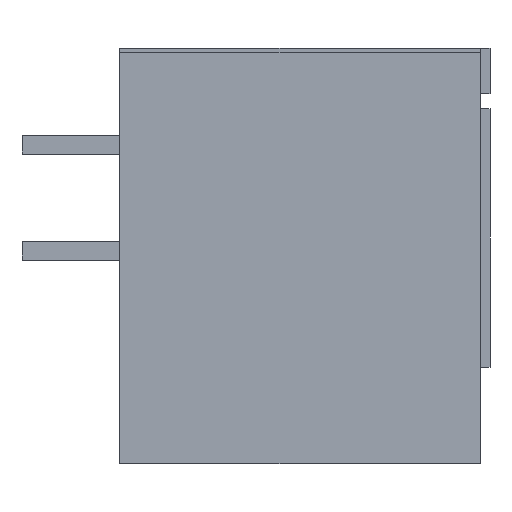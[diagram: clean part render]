
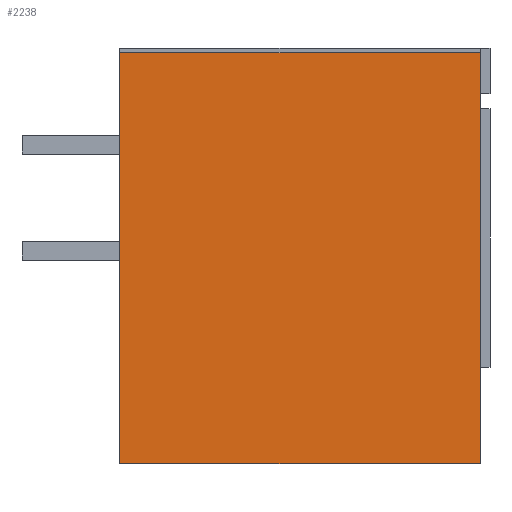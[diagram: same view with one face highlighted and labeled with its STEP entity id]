
A CAD part, front view. The second image highlights one B-rep face of the part: STEP entity #2238.
In plain terms, the highlighted planar face has unit normal (0, -1, 0).
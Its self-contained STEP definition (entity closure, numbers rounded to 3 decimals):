
#34=DIRECTION('',(0.,0.,1.));
#35=VECTOR('',#34,434.);
#36=CARTESIAN_POINT('',(0.,-798.,-439.));
#37=LINE('',#36,#35);
#182=DIRECTION('',(1.,0.,0.));
#183=VECTOR('',#182,381.);
#184=CARTESIAN_POINT('',(0.,-798.,-439.));
#185=LINE('',#184,#183);
#190=DIRECTION('',(-1.,0.,0.));
#191=VECTOR('',#190,381.);
#192=CARTESIAN_POINT('',(381.,-798.,-5.));
#193=LINE('',#192,#191);
#290=DIRECTION('',(0.,0.,1.));
#291=VECTOR('',#290,434.);
#292=CARTESIAN_POINT('',(381.,-798.,-439.));
#293=LINE('',#292,#291);
#1644=CARTESIAN_POINT('',(0.,-798.,-439.));
#1645=CARTESIAN_POINT('',(0.,-798.,-5.));
#1646=VERTEX_POINT('',#1644);
#1647=VERTEX_POINT('',#1645);
#1654=CARTESIAN_POINT('',(381.,-798.,-439.));
#1655=VERTEX_POINT('',#1654);
#1660=CARTESIAN_POINT('',(381.,-798.,-5.));
#1661=VERTEX_POINT('',#1660);
#2225=CARTESIAN_POINT('',(381.,-798.,-439.));
#2226=DIRECTION('',(0.,1.,0.));
#2227=DIRECTION('',(0.,0.,1.));
#2228=AXIS2_PLACEMENT_3D('',#2225,#2226,#2227);
#2229=PLANE('',#2228);
#2230=ORIENTED_EDGE('',*,*,#2093,.T.);
#2232=ORIENTED_EDGE('',*,*,#2231,.F.);
#2234=ORIENTED_EDGE('',*,*,#2233,.F.);
#2235=ORIENTED_EDGE('',*,*,#2218,.F.);
#2236=EDGE_LOOP('',(#2230,#2232,#2234,#2235));
#2237=FACE_OUTER_BOUND('',#2236,.F.);
#2093=EDGE_CURVE('',#1646,#1647,#37,.T.);
#2218=EDGE_CURVE('',#1646,#1655,#185,.T.);
#2231=EDGE_CURVE('',#1661,#1647,#193,.T.);
#2233=EDGE_CURVE('',#1655,#1661,#293,.T.);
#2238=ADVANCED_FACE('',(#2237),#2229,.F.);
